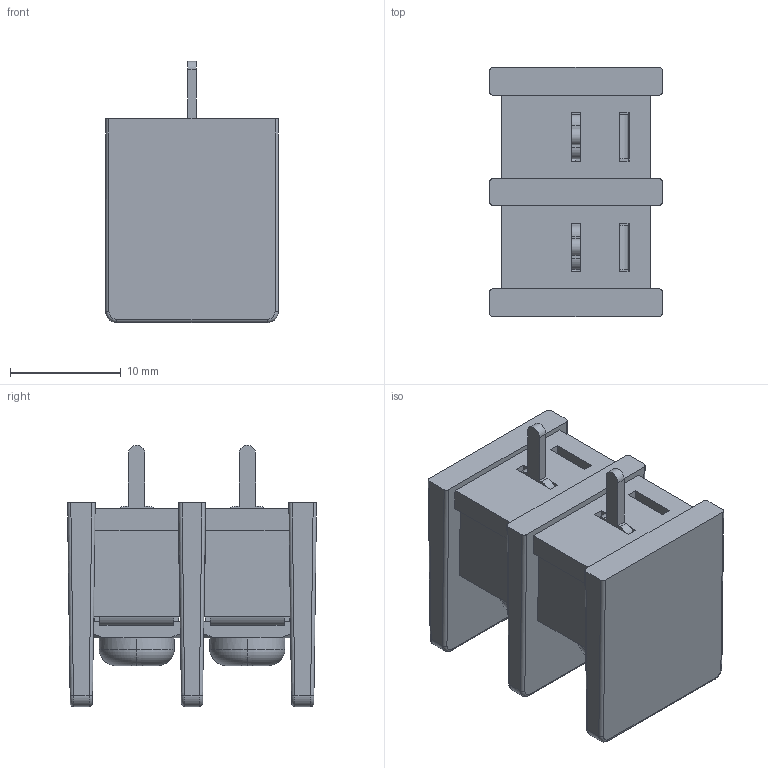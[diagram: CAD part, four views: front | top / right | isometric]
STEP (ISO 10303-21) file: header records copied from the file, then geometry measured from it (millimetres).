
FILE_DESCRIPTION((''),'2;1');
FILE_NAME('DG55C-B-06P-13-00AH','2020-05-25T',('Administrator'),(''),'PRO/ENGINEER BY PARAMETRIC TECHNOLOGY CORPORATION, 2014000','PRO/ENGINEER BY PARAMETRIC TECHNOLOGY CORPORATION, 2014000','');
FILE_SCHEMA(('AUTOMOTIVE_DESIGN { 1 0 10303 214 1 1 1 1 }'));
Length unit declared in the file: millimetre
Products named in the file (1): DG55C-B-06P-13-00AH
Bounding box: 15.6 x 22.5 x 23.6 mm (x, y, z)
Volume: 3281.8 mm3; surface area: 4799.3 mm2
Topology: 3 solids, 11 shells, 824 faces, 2356 edges, 1512 vertices
Faces by surface type: plane 490, cylinder 224, bspline 64, torus 46
Entity records: 33775 total; most frequent: CARTESIAN_POINT 13653, ORIENTED_EDGE 4696, DIRECTION 3386, EDGE_CURVE 2348, VERTEX_POINT 1512, VECTOR 1402, LINE 1402, AXIS2_PLACEMENT_3D 992
